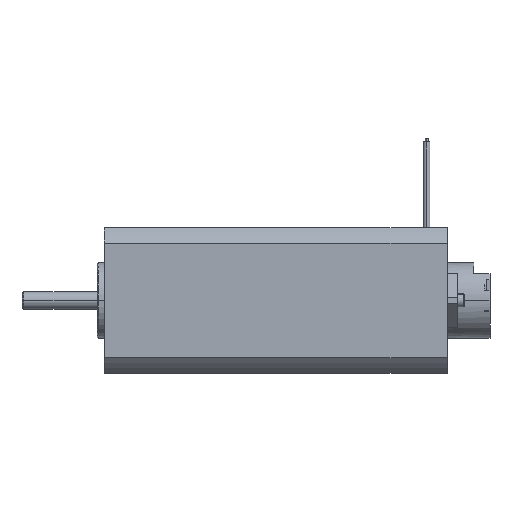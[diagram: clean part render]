
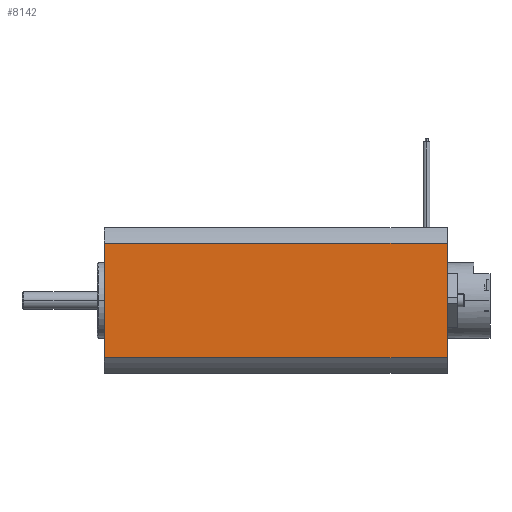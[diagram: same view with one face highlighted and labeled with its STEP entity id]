
A CAD part, top view. The second image highlights one B-rep face of the part: STEP entity #8142.
In plain terms, the highlighted face is planar.
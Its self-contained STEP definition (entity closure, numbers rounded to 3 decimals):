
#15 = CARTESIAN_POINT ( 'NONE',  ( 0., -16.656, -21.25 ) ) ;
#80 = ORIENTED_EDGE ( 'NONE', *, *, #3348, .F. ) ;
#110 = LINE ( 'NONE', #6152, #3520 ) ;
#484 = AXIS2_PLACEMENT_3D ( 'NONE', #4784, #8549, #2122 ) ;
#664 = VECTOR ( 'NONE', #7916, 1000. ) ;
#835 = LINE ( 'NONE', #4861, #664 ) ;
#1085 = VERTEX_POINT ( 'NONE', #15 ) ;
#1258 = EDGE_LOOP ( 'NONE', ( #8590, #80, #2563, #2897 ) ) ;
#1726 = LINE ( 'NONE', #3785, #5810 ) ;
#2122 = DIRECTION ( 'NONE',  ( 1., 0., 0. ) ) ;
#2563 = ORIENTED_EDGE ( 'NONE', *, *, #8160, .F. ) ;
#2897 = ORIENTED_EDGE ( 'NONE', *, *, #5582, .T. ) ;
#3348 = EDGE_CURVE ( 'NONE', #7236, #4803, #110, .T. ) ;
#3465 = CARTESIAN_POINT ( 'NONE',  ( 0., 16.656, -21.25 ) ) ;
#3520 = VECTOR ( 'NONE', #7476, 1000. ) ;
#3613 = DIRECTION ( 'NONE',  ( 0., 1., 0. ) ) ;
#3737 = EDGE_CURVE ( 'NONE', #1085, #4803, #8516, .T. ) ;
#3785 = CARTESIAN_POINT ( 'NONE',  ( 100., 16.656, -21.25 ) ) ;
#4479 = PLANE ( 'NONE',  #484 ) ;
#4629 = CARTESIAN_POINT ( 'NONE',  ( 100., -16.656, -21.25 ) ) ;
#4784 = CARTESIAN_POINT ( 'NONE',  ( 100., 16.656, -21.25 ) ) ;
#4803 = VERTEX_POINT ( 'NONE', #6848 ) ;
#4861 = CARTESIAN_POINT ( 'NONE',  ( 100., -16.656, -21.25 ) ) ;
#5582 = EDGE_CURVE ( 'NONE', #8694, #1085, #835, .T. ) ;
#5810 = VECTOR ( 'NONE', #6083, 1000. ) ;
#6083 = DIRECTION ( 'NONE',  ( 0., 1., 0. ) ) ;
#6152 = CARTESIAN_POINT ( 'NONE',  ( 100., 16.656, -21.25 ) ) ;
#6531 = FACE_OUTER_BOUND ( 'NONE', #1258, .T. ) ;
#6848 = CARTESIAN_POINT ( 'NONE',  ( 0., 16.656, -21.25 ) ) ;
#7236 = VERTEX_POINT ( 'NONE', #8019 ) ;
#7476 = DIRECTION ( 'NONE',  ( -1., 0., 0. ) ) ;
#7916 = DIRECTION ( 'NONE',  ( -1., 0., 0. ) ) ;
#8004 = VECTOR ( 'NONE', #3613, 1000. ) ;
#8019 = CARTESIAN_POINT ( 'NONE',  ( 100., 16.656, -21.25 ) ) ;
#8142 = ADVANCED_FACE ( 'NONE', ( #6531 ), #4479, .F. ) ;
#8160 = EDGE_CURVE ( 'NONE', #8694, #7236, #1726, .T. ) ;
#8516 = LINE ( 'NONE', #3465, #8004 ) ;
#8549 = DIRECTION ( 'NONE',  ( 0., 0., 1. ) ) ;
#8590 = ORIENTED_EDGE ( 'NONE', *, *, #3737, .T. ) ;
#8694 = VERTEX_POINT ( 'NONE', #4629 ) ;
